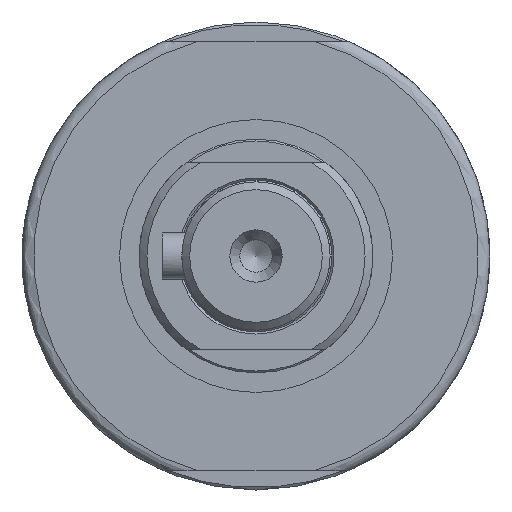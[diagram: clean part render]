
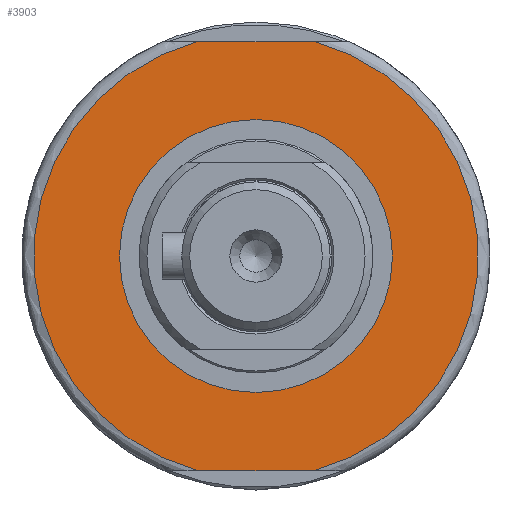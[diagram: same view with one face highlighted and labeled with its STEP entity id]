
A CAD part, left-side view. The second image highlights one B-rep face of the part: STEP entity #3903.
In plain terms, the highlighted planar face has unit normal (-1, 0, 0).
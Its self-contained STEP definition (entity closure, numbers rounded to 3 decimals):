
#144=FACE_BOUND('',#542,.T.);
#173=PLANE('',#4207);
#314=FACE_OUTER_BOUND('',#541,.T.);
#541=EDGE_LOOP('',(#2609,#2610,#2611,#2612));
#542=EDGE_LOOP('',(#2613,#2614));
#777=LINE('',#5884,#1072);
#778=LINE('',#5885,#1073);
#1072=VECTOR('',#4725,10.);
#1073=VECTOR('',#4726,10.);
#1389=CIRCLE('',#4188,17.5);
#1390=CIRCLE('',#4189,17.5);
#1400=CIRCLE('',#4202,28.5);
#1403=CIRCLE('',#4206,28.5);
#1589=VERTEX_POINT('',#5786);
#1590=VERTEX_POINT('',#5788);
#1601=VERTEX_POINT('',#5815);
#1602=VERTEX_POINT('',#5830);
#1604=VERTEX_POINT('',#5849);
#1607=VERTEX_POINT('',#5867);
#1981=EDGE_CURVE('',#1590,#1589,#1389,.T.);
#1982=EDGE_CURVE('',#1589,#1590,#1390,.T.);
#1995=EDGE_CURVE('',#1601,#1602,#1400,.T.);
#2001=EDGE_CURVE('',#1607,#1604,#1403,.T.);
#2002=EDGE_CURVE('',#1601,#1604,#777,.T.);
#2003=EDGE_CURVE('',#1607,#1602,#778,.T.);
#2609=ORIENTED_EDGE('',*,*,#2002,.T.);
#2610=ORIENTED_EDGE('',*,*,#2001,.F.);
#2611=ORIENTED_EDGE('',*,*,#2003,.T.);
#2612=ORIENTED_EDGE('',*,*,#1995,.F.);
#2613=ORIENTED_EDGE('',*,*,#1981,.T.);
#2614=ORIENTED_EDGE('',*,*,#1982,.T.);
#3903=ADVANCED_FACE('',(#314,#144),#173,.T.);
#4188=AXIS2_PLACEMENT_3D('',#5789,#4683,#4684);
#4189=AXIS2_PLACEMENT_3D('',#5790,#4685,#4686);
#4202=AXIS2_PLACEMENT_3D('',#5831,#4713,#4714);
#4206=AXIS2_PLACEMENT_3D('',#5882,#4721,#4722);
#4207=AXIS2_PLACEMENT_3D('',#5883,#4723,#4724);
#4683=DIRECTION('center_axis',(1.,0.,0.));
#4684=DIRECTION('ref_axis',(0.,-1.,0.));
#4685=DIRECTION('center_axis',(1.,0.,0.));
#4686=DIRECTION('ref_axis',(0.,-1.,0.));
#4713=DIRECTION('center_axis',(1.,0.,0.));
#4714=DIRECTION('ref_axis',(0.,-1.,0.));
#4721=DIRECTION('center_axis',(1.,0.,0.));
#4722=DIRECTION('ref_axis',(0.,-1.,0.));
#4723=DIRECTION('center_axis',(-1.,0.,0.));
#4724=DIRECTION('ref_axis',(0.,0.,
-1.));
#4725=DIRECTION('',(0.,-1.,0.));
#4726=DIRECTION('',(0.,1.,0.));
#5786=CARTESIAN_POINT('',(-158.,17.5,0.));
#5788=CARTESIAN_POINT('',(-158.,-17.5,0.));
#5789=CARTESIAN_POINT('Origin',(-158.,0.,0.));
#5790=CARTESIAN_POINT('Origin',(-158.,0.,0.));
#5815=CARTESIAN_POINT('',(-158.,7.483,-27.5));
#5830=CARTESIAN_POINT('',(-158.,7.483,27.5));
#5831=CARTESIAN_POINT('Origin',(-158.,0.,0.));
#5849=CARTESIAN_POINT('',(-158.,-7.483,-27.5));
#5867=CARTESIAN_POINT('',(-158.,-7.483,27.5));
#5882=CARTESIAN_POINT('Origin',(-158.,0.,0.));
#5883=CARTESIAN_POINT('Origin',(-158.,-23.,0.));
#5884=CARTESIAN_POINT('',(-158.,-24.063,-27.5));
#5885=CARTESIAN_POINT('',(-158.,1.553,27.5));
